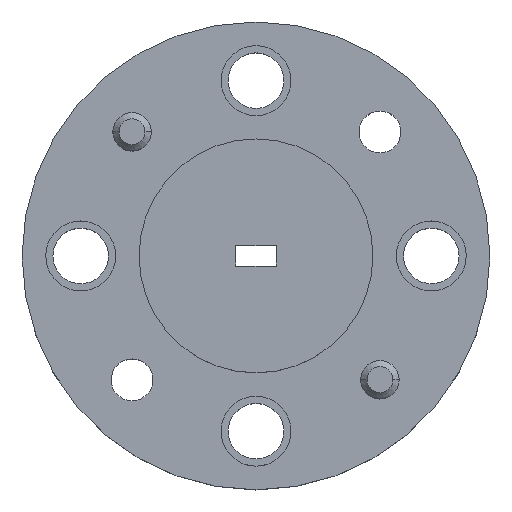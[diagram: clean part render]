
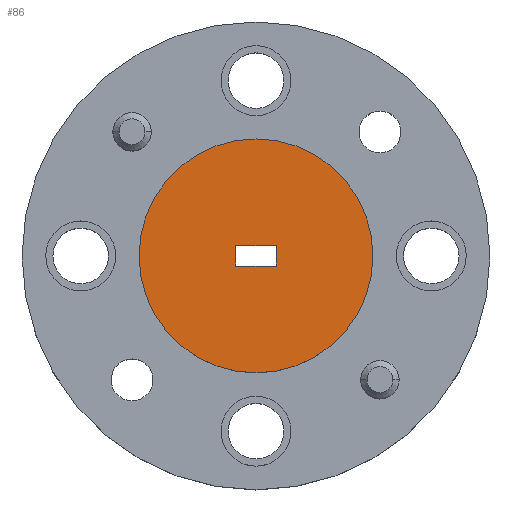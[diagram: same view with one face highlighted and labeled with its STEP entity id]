
A CAD part, top view. The second image highlights one B-rep face of the part: STEP entity #86.
In plain terms, the highlighted planar face has unit normal (0, 0, 1).
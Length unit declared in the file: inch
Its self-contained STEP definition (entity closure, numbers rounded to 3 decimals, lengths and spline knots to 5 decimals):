
#22 = EDGE_CURVE ( 'NONE', #1953, #668, #1926, .T. ) ;
#86 = ADVANCED_FACE ( 'NONE', ( #2324, #430 ), #595, .T. ) ;
#146 = EDGE_CURVE ( 'NONE', #2028, #2330, #403, .T. ) ;
#182 = EDGE_CURVE ( 'NONE', #434, #1953, #1797, .T. ) ;
#235 = ORIENTED_EDGE ( 'NONE', *, *, #1466, .T. ) ;
#256 = DIRECTION ( 'NONE',  ( 1., 0., 0. ) ) ;
#383 = VERTEX_POINT ( 'NONE', #2073 ) ;
#403 = CIRCLE ( 'NONE', #731, 0.1875 ) ;
#405 = CARTESIAN_POINT ( 'NONE',  ( 0., 0., 0.037 ) ) ;
#430 = FACE_OUTER_BOUND ( 'NONE', #1768, .T. ) ;
#434 = VERTEX_POINT ( 'NONE', #942 ) ;
#561 = DIRECTION ( 'NONE',  ( 0., 0., 1. ) ) ;
#595 = PLANE ( 'NONE',  #1570 ) ;
#668 = VERTEX_POINT ( 'NONE', #871 ) ;
#683 = CARTESIAN_POINT ( 'NONE',  ( -0.0325, 0.01625, 0.037 ) ) ;
#708 = ORIENTED_EDGE ( 'NONE', *, *, #765, .F. ) ;
#731 = AXIS2_PLACEMENT_3D ( 'NONE', #1786, #2009, #256 ) ;
#737 = DIRECTION ( 'NONE',  ( 1., 0., 0. ) ) ;
#765 = EDGE_CURVE ( 'NONE', #383, #434, #768, .T. ) ;
#768 = LINE ( 'NONE', #1139, #2153 ) ;
#783 = CARTESIAN_POINT ( 'NONE',  ( -0.0325, -0.01625, 0.037 ) ) ;
#838 = CARTESIAN_POINT ( 'NONE',  ( 0.1875, 0., 0.037 ) ) ;
#871 = CARTESIAN_POINT ( 'NONE',  ( -0.0325, -0.01625, 0.037 ) ) ;
#881 = VECTOR ( 'NONE', #1563, 39.37008 ) ;
#924 = LINE ( 'NONE', #1701, #1731 ) ;
#942 = CARTESIAN_POINT ( 'NONE',  ( 0.0325, 0.01625, 0.037 ) ) ;
#1139 = CARTESIAN_POINT ( 'NONE',  ( 0.0325, -0.01625, 0.037 ) ) ;
#1169 = DIRECTION ( 'NONE',  ( 1., 0., 0. ) ) ;
#1312 = EDGE_LOOP ( 'NONE', ( #708, #1869, #2381, #2339 ) ) ;
#1326 = CARTESIAN_POINT ( 'NONE',  ( 0., 0., 0.037 ) ) ;
#1374 = DIRECTION ( 'NONE',  ( 0., 0., 1. ) ) ;
#1411 = ORIENTED_EDGE ( 'NONE', *, *, #146, .T. ) ;
#1422 = CIRCLE ( 'NONE', #1625, 0.1875 ) ;
#1466 = EDGE_CURVE ( 'NONE', #2330, #2028, #1422, .T. ) ;
#1492 = VECTOR ( 'NONE', #2382, 39.37008 ) ;
#1498 = DIRECTION ( 'NONE',  ( 0., 1., 0. ) ) ;
#1563 = DIRECTION ( 'NONE',  ( 0., -1., 0. ) ) ;
#1570 = AXIS2_PLACEMENT_3D ( 'NONE', #405, #1374, #1169 ) ;
#1625 = AXIS2_PLACEMENT_3D ( 'NONE', #1326, #561, #737 ) ;
#1701 = CARTESIAN_POINT ( 'NONE',  ( -0.0325, -0.01625, 0.037 ) ) ;
#1731 = VECTOR ( 'NONE', #2081, 39.37008 ) ;
#1768 = EDGE_LOOP ( 'NONE', ( #1411, #235 ) ) ;
#1786 = CARTESIAN_POINT ( 'NONE',  ( 0., 0., 0.037 ) ) ;
#1797 = LINE ( 'NONE', #683, #1492 ) ;
#1869 = ORIENTED_EDGE ( 'NONE', *, *, #2192, .F. ) ;
#1926 = LINE ( 'NONE', #783, #881 ) ;
#1953 = VERTEX_POINT ( 'NONE', #1956 ) ;
#1956 = CARTESIAN_POINT ( 'NONE',  ( -0.0325, 0.01625, 0.037 ) ) ;
#1994 = CARTESIAN_POINT ( 'NONE',  ( -0.1875, 0., 0.037 ) ) ;
#2009 = DIRECTION ( 'NONE',  ( 0., 0., 1. ) ) ;
#2028 = VERTEX_POINT ( 'NONE', #1994 ) ;
#2073 = CARTESIAN_POINT ( 'NONE',  ( 0.0325, -0.01625, 0.037 ) ) ;
#2081 = DIRECTION ( 'NONE',  ( 1., 0., 0. ) ) ;
#2153 = VECTOR ( 'NONE', #1498, 39.37008 ) ;
#2192 = EDGE_CURVE ( 'NONE', #668, #383, #924, .T. ) ;
#2324 = FACE_BOUND ( 'NONE', #1312, .T. ) ;
#2330 = VERTEX_POINT ( 'NONE', #838 ) ;
#2339 = ORIENTED_EDGE ( 'NONE', *, *, #182, .F. ) ;
#2381 = ORIENTED_EDGE ( 'NONE', *, *, #22, .F. ) ;
#2382 = DIRECTION ( 'NONE',  ( -1., 0., 0. ) ) ;
